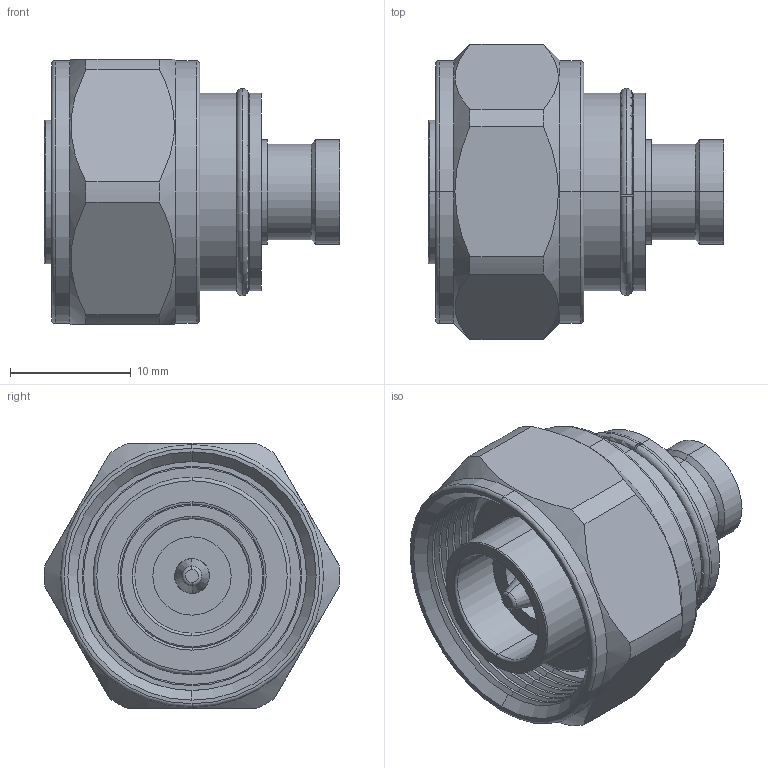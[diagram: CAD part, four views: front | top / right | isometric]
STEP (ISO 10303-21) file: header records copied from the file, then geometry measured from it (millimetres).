
FILE_DESCRIPTION (( 'STEP AP203' ), '1' );
FILE_NAME ('3190-3014(TC-250-4195M-LP).STEP', '2020-08-17T06:43:04', ( '' ), ( '' ), 'SwSTEP 2.0', 'SolidWorks 2018', '' );
FILE_SCHEMA (( 'CONFIG_CONTROL_DESIGN' ));
Length unit declared in the file: inch
Products named in the file (1): 3190-3014(TC-250-4195M-LP)
Bounding box: 24.5 x 24.49 x 22 mm (x, y, z)
Volume: 4728.4 mm3; surface area: 4071.4 mm2
Topology: 1 solids, 1 shells, 155 faces, 327 edges, 192 vertices
Faces by surface type: cylinder 63, cone 44, plane 28, torus 20
Entity records: 4519 total; most frequent: CARTESIAN_POINT 1007, DIRECTION 810, ORIENTED_EDGE 654, AXIS2_PLACEMENT_3D 347, EDGE_CURVE 327, VERTEX_POINT 192, CIRCLE 191, EDGE_LOOP 173
